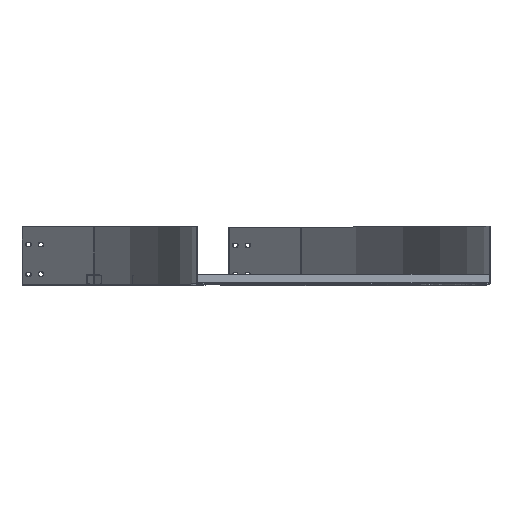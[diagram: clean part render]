
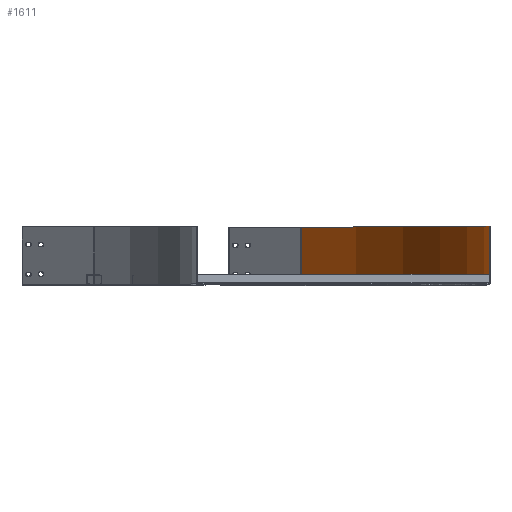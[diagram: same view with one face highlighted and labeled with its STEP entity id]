
A CAD part, top view. The second image highlights one B-rep face of the part: STEP entity #1611.
In plain terms, the highlighted cylindrical face has radius 1098.8 mm (diameter 2197.6 mm), a partial arc.
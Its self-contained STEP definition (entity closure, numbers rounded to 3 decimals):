
#2 = ORIENTED_EDGE ( 'NONE', *, *, #3312, .F. ) ;
#3 = ORIENTED_EDGE ( 'NONE', *, *, #3313, .T. ) ;
#4 = ORIENTED_EDGE ( 'NONE', *, *, #3314, .T. ) ;
#5 = ORIENTED_EDGE ( 'NONE', *, *, #3315, .F. ) ;
#382 = EDGE_LOOP ( 'NONE', ( #2, #3, #4, #5 ) ) ;
#1611 = ADVANCED_FACE ( 'NONE', ( #4027 ), #4029, .F. ) ;
#2123 = DIRECTION ( 'NONE',  ( 0.707, 0., 0.707 ) ) ;
#2124 = DIRECTION ( 'NONE',  ( 0., -1., 0. ) ) ;
#2127 = CARTESIAN_POINT ( 'NONE',  ( -600., 0., -173. ) ) ;
#3312 = EDGE_CURVE ( 'NONE', #7283, #7282, #4479, .T. ) ;
#3313 = EDGE_CURVE ( 'NONE', #7283, #7277, #4483, .T. ) ;
#3314 = EDGE_CURVE ( 'NONE', #7277, #7276, #4482, .T. ) ;
#3315 = EDGE_CURVE ( 'NONE', #7282, #7276, #4486, .T. ) ;
#4007 = AXIS2_PLACEMENT_3D ( 'NONE', #2127, #2124, #2123 ) ;
#4027 = FACE_OUTER_BOUND ( 'NONE', #382, .T. ) ;
#4029 = CYLINDRICAL_SURFACE ( 'NONE', #4007, 1098.8 ) ;
#4479 = LINE ( 'NONE', #5439, #4484 ) ;
#4482 = LINE ( 'NONE', #5443, #4487 ) ;
#4483 = CIRCLE ( 'NONE', #5153, 1098.8 ) ;
#4484 = VECTOR ( 'NONE', #5433, 1000. ) ;
#4486 = CIRCLE ( 'NONE', #5154, 1098.8 ) ;
#4487 = VECTOR ( 'NONE', #5438, 1000. ) ;
#5153 = AXIS2_PLACEMENT_3D ( 'NONE', #5444, #5445, #5446 ) ;
#5154 = AXIS2_PLACEMENT_3D ( 'NONE', #5448, #5449, #5450 ) ;
#5433 = DIRECTION ( 'NONE',  ( 0., 1., 0. ) ) ;
#5438 = DIRECTION ( 'NONE',  ( 0., 1., 0. ) ) ;
#5439 = CARTESIAN_POINT ( 'NONE',  ( 176.969, -41.13, -949.969 ) ) ;
#5443 = CARTESIAN_POINT ( 'NONE',  ( 498.8, -41.13, -173. ) ) ;
#5444 = CARTESIAN_POINT ( 'NONE',  ( -600., -41.13, -173. ) ) ;
#5445 = DIRECTION ( 'NONE',  ( 0., -1., 0. ) ) ;
#5446 = DIRECTION ( 'NONE',  ( 0.707, 0., 0.707 ) ) ;
#5448 = CARTESIAN_POINT ( 'NONE',  ( -600., 57.07, -173. ) ) ;
#5449 = DIRECTION ( 'NONE',  ( 0., -1., 0. ) ) ;
#5450 = DIRECTION ( 'NONE',  ( 0.707, 0., 0.707 ) ) ;
#6078 = CARTESIAN_POINT ( 'NONE',  ( 498.8, 57.07, -173. ) ) ;
#6079 = CARTESIAN_POINT ( 'NONE',  ( 498.8, -41.13, -173. ) ) ;
#6084 = CARTESIAN_POINT ( 'NONE',  ( 176.969, 57.07, -949.969 ) ) ;
#6085 = CARTESIAN_POINT ( 'NONE',  ( 176.969, -41.13, -949.969 ) ) ;
#7276 = VERTEX_POINT ( 'NONE', #6078 ) ;
#7277 = VERTEX_POINT ( 'NONE', #6079 ) ;
#7282 = VERTEX_POINT ( 'NONE', #6084 ) ;
#7283 = VERTEX_POINT ( 'NONE', #6085 ) ;
